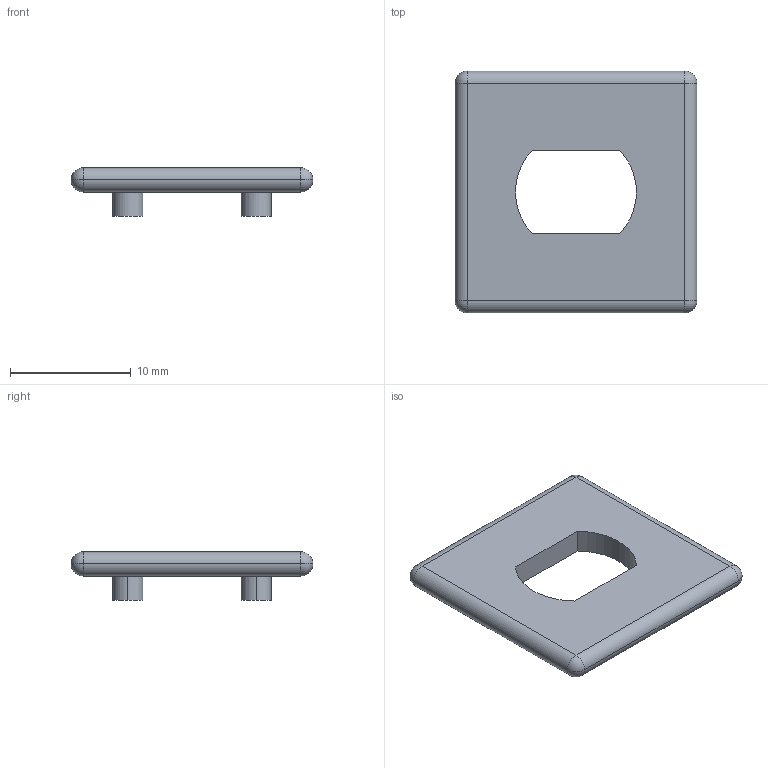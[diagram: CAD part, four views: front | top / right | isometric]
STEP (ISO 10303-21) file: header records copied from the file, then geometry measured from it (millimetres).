
FILE_DESCRIPTION (( 'STEP AP203' ), '1' );
FILE_NAME ('084.510.010-1.STEP', '2013-01-28T10:48:11', ( 'Alusic' ), ( 'Alusic' ), 'SwSTEP 2.0', 'SolidWorks 2011', '' );
FILE_SCHEMA (( 'CONFIG_CONTROL_DESIGN' ));
Length unit declared in the file: millimetre
Products named in the file (1): 084.510.010-1
Bounding box: 20 x 20 x 4 mm (x, y, z)
Volume: 658.8 mm3; surface area: 851.5 mm2
Topology: 1 solids, 1 shells, 29 faces, 67 edges, 34 vertices
Faces by surface type: cylinder 15, sphere 8, plane 6
Entity records: 840 total; most frequent: DIRECTION 153, CARTESIAN_POINT 123, ORIENTED_EDGE 118, AXIS2_PLACEMENT_3D 64, EDGE_CURVE 59, CIRCLE 34, VERTEX_POINT 34, EDGE_LOOP 33
